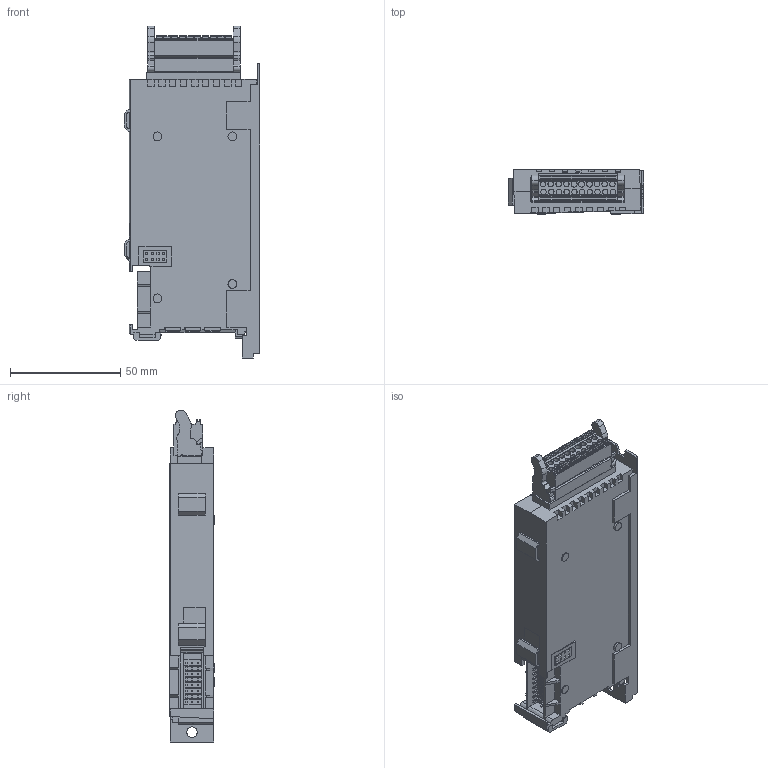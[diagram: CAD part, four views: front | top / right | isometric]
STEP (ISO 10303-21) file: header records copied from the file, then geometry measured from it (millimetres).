
FILE_DESCRIPTION((''),'2;1');
FILE_NAME('OUT_OC7T0','2024-08-01T11:07:24',('U388355'),('Danfoss Drives'),'CREO PARAMETRIC BY PTC INC, 2022124','CREO PARAMETRIC BY PTC INC, 2022124','');
FILE_SCHEMA(('CONFIG_CONTROL_DESIGN','GEOMETRIC_VALIDATION_PROPERTIES_MIM'));
Length unit declared in the file: millimetre
Products named in the file (1): OUT_OC7T0
Bounding box: 61.64 x 20 x 150.64 mm (x, y, z)
Volume: 132908.5 mm3; surface area: 30429.3 mm2
Topology: 6 solids, 6 shells, 981 faces, 2772 edges, 1831 vertices
Faces by surface type: plane 770, cylinder 193, extrusion 18
Entity records: 33319 total; most frequent: CARTESIAN_POINT 6092, ORIENTED_EDGE 5544, DIRECTION 5066, EDGE_CURVE 2772, VECTOR 2316, LINE 2298, VERTEX_POINT 1831, AXIS2_PLACEMENT_3D 1375
